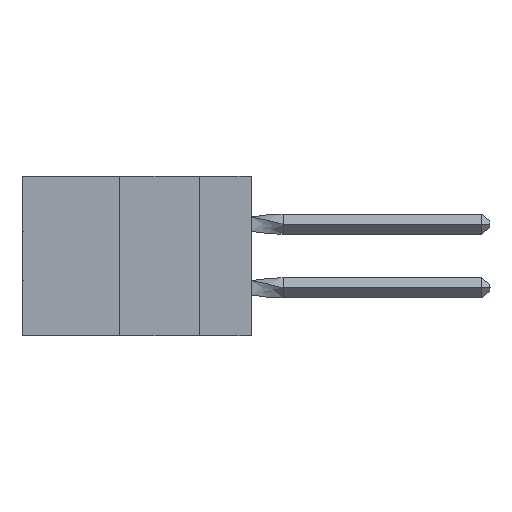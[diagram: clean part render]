
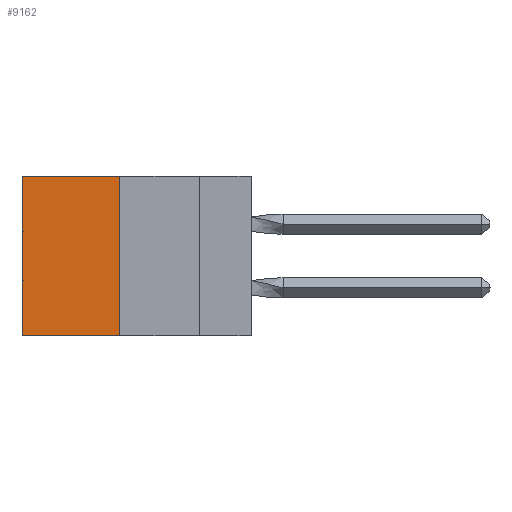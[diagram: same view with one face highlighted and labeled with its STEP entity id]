
A CAD part, left-side view. The second image highlights one B-rep face of the part: STEP entity #9162.
In plain terms, the highlighted planar face has unit normal (-1, 0, 0).
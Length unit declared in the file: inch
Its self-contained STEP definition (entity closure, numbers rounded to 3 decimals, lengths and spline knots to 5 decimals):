
#20 = DIRECTION ( 'NONE',  ( 0., 0., -1. ) ) ;
#1298 = CARTESIAN_POINT ( 'NONE',  ( 0.305, 0.413, -0.5 ) ) ;
#1694 = EDGE_LOOP ( 'NONE', ( #28976, #35755, #22952, #13569 ) ) ;
#2032 = EDGE_CURVE ( 'NONE', #19100, #14934, #31006, .T. ) ;
#4940 = DIRECTION ( 'NONE',  ( 0., 0., -1. ) ) ;
#5195 = LINE ( 'NONE', #13525, #8627 ) ;
#5568 = VERTEX_POINT ( 'NONE', #22245 ) ;
#7290 = DIRECTION ( 'NONE',  ( 1., 0., 0. ) ) ;
#7911 = EDGE_CURVE ( 'NONE', #14934, #5568, #39668, .T. ) ;
#8627 = VECTOR ( 'NONE', #28066, 39.37008 ) ;
#9162 = ADVANCED_FACE ( 'NONE', ( #36958 ), #39387, .F. ) ;
#10100 = VECTOR ( 'NONE', #45977, 39.37008 ) ;
#13525 = CARTESIAN_POINT ( 'NONE',  ( 0.305, 0.413, -0.5 ) ) ;
#13569 = ORIENTED_EDGE ( 'NONE', *, *, #2032, .T. ) ;
#14000 = LINE ( 'NONE', #1298, #20733 ) ;
#14731 = CARTESIAN_POINT ( 'NONE',  ( 0.305, 0.413, -0.5 ) ) ;
#14934 = VERTEX_POINT ( 'NONE', #19212 ) ;
#16067 = CARTESIAN_POINT ( 'NONE',  ( 0.305, 0.413, -0.5 ) ) ;
#16443 = VECTOR ( 'NONE', #39765, 39.37008 ) ;
#19100 = VERTEX_POINT ( 'NONE', #37984 ) ;
#19212 = CARTESIAN_POINT ( 'NONE',  ( 0.305, 0.72, 0. ) ) ;
#20733 = VECTOR ( 'NONE', #4940, 39.37008 ) ;
#22245 = CARTESIAN_POINT ( 'NONE',  ( 0.305, 0.72, -0.5 ) ) ;
#22952 = ORIENTED_EDGE ( 'NONE', *, *, #25205, .F. ) ;
#23658 = EDGE_CURVE ( 'NONE', #30433, #5568, #5195, .T. ) ;
#25205 = EDGE_CURVE ( 'NONE', #19100, #30433, #14000, .T. ) ;
#25440 = CARTESIAN_POINT ( 'NONE',  ( 0.305, 0.413, 0. ) ) ;
#28066 = DIRECTION ( 'NONE',  ( 0., 1., 0. ) ) ;
#28976 = ORIENTED_EDGE ( 'NONE', *, *, #7911, .T. ) ;
#30433 = VERTEX_POINT ( 'NONE', #16067 ) ;
#31006 = LINE ( 'NONE', #25440, #16443 ) ;
#35755 = ORIENTED_EDGE ( 'NONE', *, *, #23658, .F. ) ;
#36958 = FACE_OUTER_BOUND ( 'NONE', #1694, .T. ) ;
#37984 = CARTESIAN_POINT ( 'NONE',  ( 0.305, 0.413, 0. ) ) ;
#39387 = PLANE ( 'NONE',  #42678 ) ;
#39668 = LINE ( 'NONE', #42371, #10100 ) ;
#39765 = DIRECTION ( 'NONE',  ( 0., 1., 0. ) ) ;
#42371 = CARTESIAN_POINT ( 'NONE',  ( 0.305, 0.72, -0.5 ) ) ;
#42678 = AXIS2_PLACEMENT_3D ( 'NONE', #14731, #7290, #20 ) ;
#45977 = DIRECTION ( 'NONE',  ( 0., 0., -1. ) ) ;
